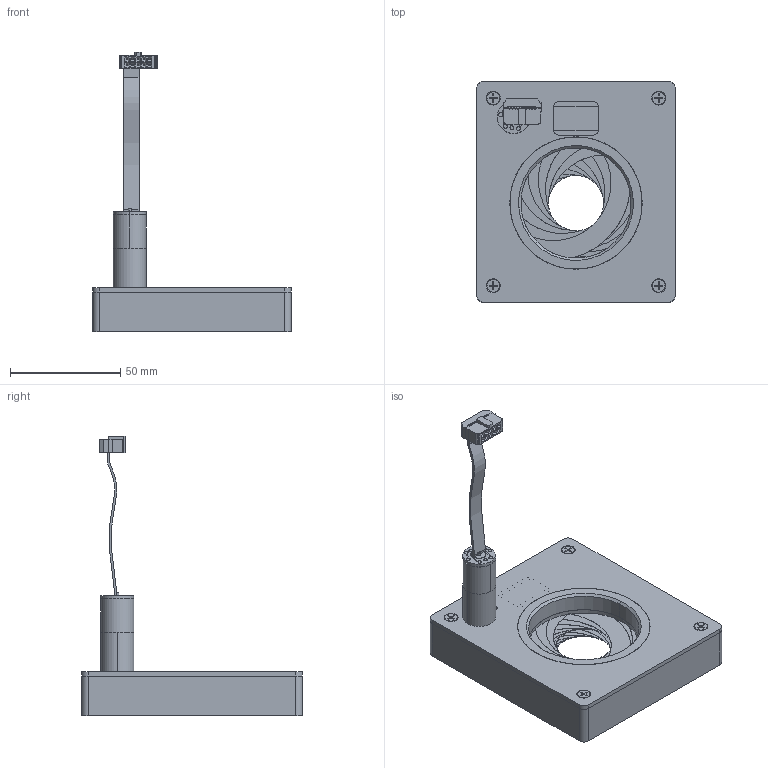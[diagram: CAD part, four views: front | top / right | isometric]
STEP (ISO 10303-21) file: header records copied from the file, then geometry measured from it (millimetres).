
FILE_DESCRIPTION (( 'STEP AP203' ), '1' );
FILE_NAME ('08IDM-050M.STEP', '2016-05-30T04:01:03', ( '' ), ( '' ), 'SwSTEP 2.0', 'SolidWorks 2016', '' );
FILE_SCHEMA (( 'CONFIG_CONTROL_DESIGN' ));
Length unit declared in the file: millimetre
Products named in the file (1): 08IDM-050M
Bounding box: 90 x 100 x 126.6 mm (x, y, z)
Volume: 127265.8 mm3; surface area: 77714.4 mm2
Topology: 41 solids, 41 shells, 1691 faces, 4487 edges, 2916 vertices
Faces by surface type: plane 857, cylinder 776, cone 56, bspline 2
Entity records: 53311 total; most frequent: DIRECTION 9717, CARTESIAN_POINT 9370, ORIENTED_EDGE 8974, EDGE_CURVE 4487, AXIS2_PLACEMENT_3D 3554, VERTEX_POINT 2916, VECTOR 2609, LINE 2609
